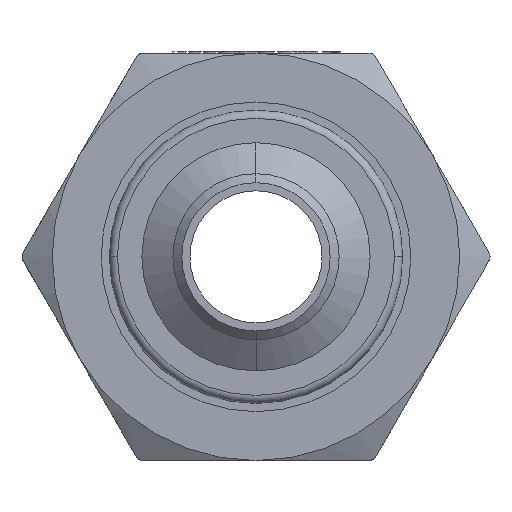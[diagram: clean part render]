
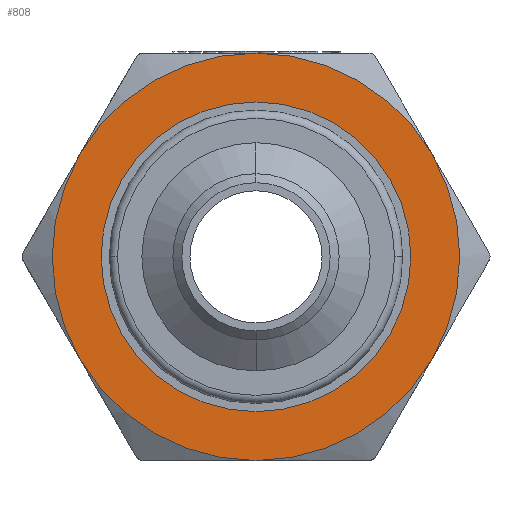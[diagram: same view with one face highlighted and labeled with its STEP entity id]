
A CAD part, left-side view. The second image highlights one B-rep face of the part: STEP entity #808.
In plain terms, the highlighted planar face has unit normal (-1, 0, 0).
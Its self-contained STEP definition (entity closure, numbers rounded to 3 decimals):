
#126 = CARTESIAN_POINT ( 'NONE',  ( -6.1, 0., 0. ) ) ;
#163 = EDGE_CURVE ( 'NONE', #8293, #917, #11873, .T. ) ;
#182 = AXIS2_PLACEMENT_3D ( 'NONE', #14543, #14446, #5126 ) ;
#226 = EDGE_CURVE ( 'NONE', #10553, #8293, #610, .T. ) ;
#275 = CARTESIAN_POINT ( 'NONE',  ( -6.1, 0., 0. ) ) ;
#289 = AXIS2_PLACEMENT_3D ( 'NONE', #11368, #4581, #13809 ) ;
#442 = AXIS2_PLACEMENT_3D ( 'NONE', #11060, #5150, #9995 ) ;
#491 = CARTESIAN_POINT ( 'NONE',  ( -6.1, 0., 9.5 ) ) ;
#610 = CIRCLE ( 'NONE', #182, 12.5 ) ;
#666 = ORIENTED_EDGE ( 'NONE', *, *, #2256, .T. ) ;
#808 = ADVANCED_FACE ( 'NONE', ( #13335, #6138 ), #2636, .T. ) ;
#917 = VERTEX_POINT ( 'NONE', #6579 ) ;
#1286 = DIRECTION ( 'NONE',  ( 0., 0., 1. ) ) ;
#1313 = CARTESIAN_POINT ( 'NONE',  ( -6.1, 0., -9.5 ) ) ;
#1355 = ORIENTED_EDGE ( 'NONE', *, *, #13984, .T. ) ;
#1581 = CARTESIAN_POINT ( 'NONE',  ( -6.1, 10.825, -6.25 ) ) ;
#1640 = ORIENTED_EDGE ( 'NONE', *, *, #163, .T. ) ;
#1929 = EDGE_LOOP ( 'NONE', ( #5382, #1640, #1355, #666, #14975, #14757 ) ) ;
#2256 = EDGE_CURVE ( 'NONE', #13074, #11839, #3176, .T. ) ;
#2341 = CARTESIAN_POINT ( 'NONE',  ( -6.1, 0., 0. ) ) ;
#2537 = DIRECTION ( 'NONE',  ( -1., 0., 0. ) ) ;
#2636 = PLANE ( 'NONE',  #7368 ) ;
#2757 = VERTEX_POINT ( 'NONE', #491 ) ;
#3176 = CIRCLE ( 'NONE', #11344, 12.5 ) ;
#3475 = CARTESIAN_POINT ( 'NONE',  ( -6.1, 0., -12.5 ) ) ;
#3574 = CARTESIAN_POINT ( 'NONE',  ( -6.1, 0., 0. ) ) ;
#3689 = ORIENTED_EDGE ( 'NONE', *, *, #4137, .T. ) ;
#4137 = EDGE_CURVE ( 'NONE', #14404, #2757, #6337, .T. ) ;
#4581 = DIRECTION ( 'NONE',  ( -1., 0., 0. ) ) ;
#4888 = DIRECTION ( 'NONE',  ( 0., 0., 1. ) ) ;
#5126 = DIRECTION ( 'NONE',  ( 0., 0., 1. ) ) ;
#5150 = DIRECTION ( 'NONE',  ( 1., 0., 0. ) ) ;
#5382 = ORIENTED_EDGE ( 'NONE', *, *, #226, .T. ) ;
#5610 = AXIS2_PLACEMENT_3D ( 'NONE', #275, #2537, #8526 ) ;
#5680 = EDGE_CURVE ( 'NONE', #8216, #10553, #13506, .T. ) ;
#6138 = FACE_BOUND ( 'NONE', #10925, .T. ) ;
#6337 = CIRCLE ( 'NONE', #11164, 9.5 ) ;
#6579 = CARTESIAN_POINT ( 'NONE',  ( -6.1, -10.825, 6.25 ) ) ;
#6928 = DIRECTION ( 'NONE',  ( -1., 0., 0. ) ) ;
#7013 = DIRECTION ( 'NONE',  ( -1., 0., 0. ) ) ;
#7219 = CARTESIAN_POINT ( 'NONE',  ( -6.1, 0., 0. ) ) ;
#7368 = AXIS2_PLACEMENT_3D ( 'NONE', #126, #14147, #11968 ) ;
#7629 = EDGE_CURVE ( 'NONE', #2757, #14404, #10731, .T. ) ;
#7743 = CARTESIAN_POINT ( 'NONE',  ( -6.1, -10.825, -6.25 ) ) ;
#7918 = ORIENTED_EDGE ( 'NONE', *, *, #7629, .T. ) ;
#7936 = CIRCLE ( 'NONE', #5610, 12.5 ) ;
#8216 = VERTEX_POINT ( 'NONE', #1581 ) ;
#8293 = VERTEX_POINT ( 'NONE', #7743 ) ;
#8401 = DIRECTION ( 'NONE',  ( 1., 0., 0. ) ) ;
#8526 = DIRECTION ( 'NONE',  ( 0., 0., 1. ) ) ;
#8642 = CARTESIAN_POINT ( 'NONE',  ( -6.1, 0., 12.5 ) ) ;
#9563 = CARTESIAN_POINT ( 'NONE',  ( -6.1, 10.825, 6.25 ) ) ;
#9995 = DIRECTION ( 'NONE',  ( 0., 0., 1. ) ) ;
#10553 = VERTEX_POINT ( 'NONE', #3475 ) ;
#10607 = DIRECTION ( 'NONE',  ( 0., 0., 1. ) ) ;
#10731 = CIRCLE ( 'NONE', #442, 9.5 ) ;
#10907 = EDGE_CURVE ( 'NONE', #11839, #8216, #12338, .T. ) ;
#10925 = EDGE_LOOP ( 'NONE', ( #7918, #3689 ) ) ;
#11060 = CARTESIAN_POINT ( 'NONE',  ( -6.1, 0., 0. ) ) ;
#11164 = AXIS2_PLACEMENT_3D ( 'NONE', #15319, #8401, #10607 ) ;
#11344 = AXIS2_PLACEMENT_3D ( 'NONE', #3574, #11679, #11782 ) ;
#11368 = CARTESIAN_POINT ( 'NONE',  ( -6.1, 0., 0. ) ) ;
#11679 = DIRECTION ( 'NONE',  ( -1., 0., 0. ) ) ;
#11688 = AXIS2_PLACEMENT_3D ( 'NONE', #2341, #6928, #1286 ) ;
#11782 = DIRECTION ( 'NONE',  ( 0., 0., 1. ) ) ;
#11839 = VERTEX_POINT ( 'NONE', #9563 ) ;
#11873 = CIRCLE ( 'NONE', #14690, 12.5 ) ;
#11968 = DIRECTION ( 'NONE',  ( 0., -1., 0. ) ) ;
#12338 = CIRCLE ( 'NONE', #289, 12.5 ) ;
#13074 = VERTEX_POINT ( 'NONE', #8642 ) ;
#13335 = FACE_OUTER_BOUND ( 'NONE', #1929, .T. ) ;
#13506 = CIRCLE ( 'NONE', #11688, 12.5 ) ;
#13809 = DIRECTION ( 'NONE',  ( 0., 0., 1. ) ) ;
#13984 = EDGE_CURVE ( 'NONE', #917, #13074, #7936, .T. ) ;
#14147 = DIRECTION ( 'NONE',  ( -1., 0., 0. ) ) ;
#14404 = VERTEX_POINT ( 'NONE', #1313 ) ;
#14446 = DIRECTION ( 'NONE',  ( -1., 0., 0. ) ) ;
#14543 = CARTESIAN_POINT ( 'NONE',  ( -6.1, 0., 0. ) ) ;
#14690 = AXIS2_PLACEMENT_3D ( 'NONE', #7219, #7013, #4888 ) ;
#14757 = ORIENTED_EDGE ( 'NONE', *, *, #5680, .T. ) ;
#14975 = ORIENTED_EDGE ( 'NONE', *, *, #10907, .T. ) ;
#15319 = CARTESIAN_POINT ( 'NONE',  ( -6.1, 0., 0. ) ) ;
